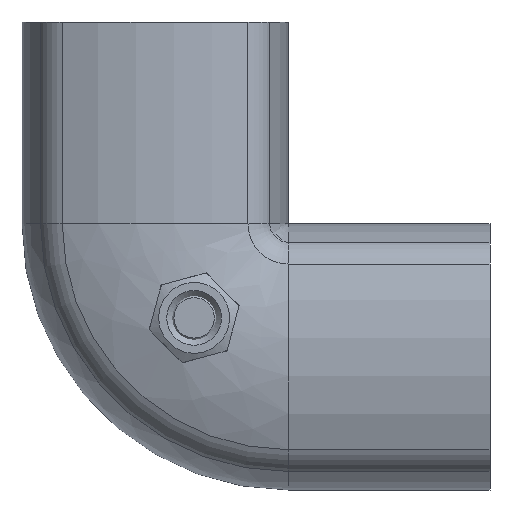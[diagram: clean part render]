
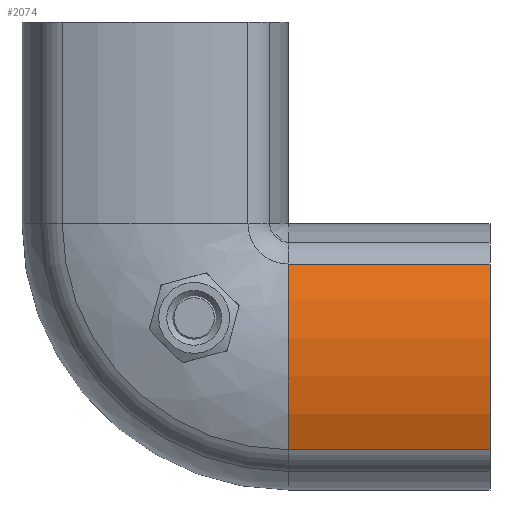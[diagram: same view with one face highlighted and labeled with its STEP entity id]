
A CAD part, front view. The second image highlights one B-rep face of the part: STEP entity #2074.
In plain terms, the highlighted cylindrical face has radius 30.008 mm (diameter 60.015 mm), a partial arc.
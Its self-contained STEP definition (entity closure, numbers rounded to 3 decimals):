
#94=CYLINDRICAL_SURFACE('',#2225,30.008);
#146=FACE_OUTER_BOUND('',#270,.T.);
#270=EDGE_LOOP('',(#1390,#1391,#1392,#1393));
#409=LINE('',#3096,#576);
#410=LINE('',#3097,#577);
#576=VECTOR('',#2473,25.006);
#577=VECTOR('',#2474,25.006);
#737=CIRCLE('',#2215,30.008);
#747=CIRCLE('',#2226,30.008);
#844=VERTEX_POINT('',#3060);
#845=VERTEX_POINT('',#3061);
#860=VERTEX_POINT('',#3093);
#861=VERTEX_POINT('',#3094);
#1053=EDGE_CURVE('',#844,#845,#737,.T.);
#1069=EDGE_CURVE('',#860,#861,#747,.T.);
#1070=EDGE_CURVE('',#861,#845,#409,.T.);
#1071=EDGE_CURVE('',#860,#844,#410,.T.);
#1390=ORIENTED_EDGE('',*,*,#1069,.T.);
#1391=ORIENTED_EDGE('',*,*,#1070,.T.);
#1392=ORIENTED_EDGE('',*,*,#1053,.F.);
#1393=ORIENTED_EDGE('',*,*,#1071,.F.);
#2074=ADVANCED_FACE('',(#146),#94,.T.);
#2215=AXIS2_PLACEMENT_3D('',#3062,#2443,#2444);
#2225=AXIS2_PLACEMENT_3D('',#3092,#2469,#2470);
#2226=AXIS2_PLACEMENT_3D('',#3095,#2471,#2472);
#2443=DIRECTION('center_axis',(1.,0.,0.));
#2444=DIRECTION('ref_axis',(0.,-0.924,0.384));
#2469=DIRECTION('center_axis',(1.,0.,0.));
#2470=DIRECTION('ref_axis',(0.,0.,1.));
#2471=DIRECTION('center_axis',(1.,0.,0.));
#2472=DIRECTION('ref_axis',(0.,-0.924,0.384));
#2473=DIRECTION('',(1.,0.,0.));
#2474=DIRECTION('',(1.,0.,0.));
#3060=CARTESIAN_POINT('',(-361.069,-9.329,414.105));
#3061=CARTESIAN_POINT('',(-361.069,-9.329,391.087));
#3062=CARTESIAN_POINT('Origin',(-361.069,18.383,402.596));
#3092=CARTESIAN_POINT('Origin',(-361.069,18.383,402.596));
#3093=CARTESIAN_POINT('',(-386.075,-9.329,414.105));
#3094=CARTESIAN_POINT('',(-386.075,-9.329,391.087));
#3095=CARTESIAN_POINT('Origin',(-386.075,18.383,402.596));
#3096=CARTESIAN_POINT('',(-386.075,-9.329,391.087));
#3097=CARTESIAN_POINT('',(-386.075,-9.329,414.105));
